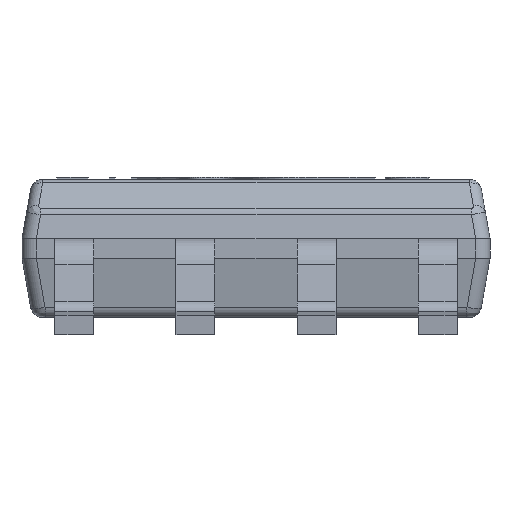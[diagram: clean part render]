
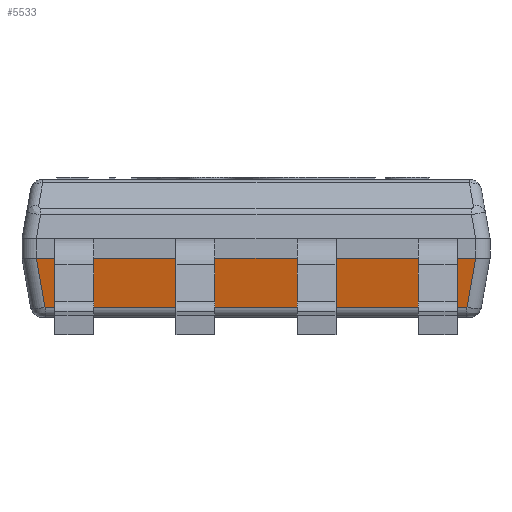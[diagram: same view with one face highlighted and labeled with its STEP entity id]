
A CAD part, left-side view. The second image highlights one B-rep face of the part: STEP entity #5533.
In plain terms, the highlighted planar face has unit normal (-0.985, 0, -0.174).
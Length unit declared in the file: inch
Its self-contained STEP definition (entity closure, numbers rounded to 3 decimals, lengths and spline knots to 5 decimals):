
#39 = CARTESIAN_POINT ( 'NONE',  ( -0.077, -0.0905, 0.0315 ) ) ;
#361 = EDGE_LOOP ( 'NONE', ( #2094, #4297, #5878, #12709, #4144, #4628 ) ) ;
#560 = DIRECTION ( 'NONE',  ( -0.171, 0.171, 0.97 ) ) ;
#1107 = DIRECTION ( 'NONE',  ( 0., 1., 0. ) ) ;
#1730 = DIRECTION ( 'NONE',  ( -0.174, 0., 0.985 ) ) ;
#1737 = VERTEX_POINT ( 'NONE', #10951 ) ;
#1749 = VERTEX_POINT ( 'NONE', #5904 ) ;
#1779 = CARTESIAN_POINT ( 'NONE',  ( -0.077, -0.0965, 0.0315 ) ) ;
#2080 = LINE ( 'NONE', #4553, #7926 ) ;
#2094 = ORIENTED_EDGE ( 'NONE', *, *, #2198, .T. ) ;
#2195 = VECTOR ( 'NONE', #560, 39.37008 ) ;
#2198 = EDGE_CURVE ( 'NONE', #9517, #1737, #2080, .T. ) ;
#2311 = CARTESIAN_POINT ( 'NONE',  ( -0.077, 0.09059, 0.0315 ) ) ;
#2447 = CARTESIAN_POINT ( 'NONE',  ( -0.07341, 0.087, 0.01113 ) ) ;
#3653 = DIRECTION ( 'NONE',  ( -0.171, -0.171, 0.97 ) ) ;
#3936 = LINE ( 'NONE', #2447, #2195 ) ;
#4144 = ORIENTED_EDGE ( 'NONE', *, *, #5734, .F. ) ;
#4297 = ORIENTED_EDGE ( 'NONE', *, *, #8465, .T. ) ;
#4509 = CARTESIAN_POINT ( 'NONE',  ( -0.077, -0.0905, 0.0315 ) ) ;
#4535 = VECTOR ( 'NONE', #10879, 39.37008 ) ;
#4553 = CARTESIAN_POINT ( 'NONE',  ( -0.07341, -0.087, 0.01113 ) ) ;
#4628 = ORIENTED_EDGE ( 'NONE', *, *, #6578, .F. ) ;
#5066 = VERTEX_POINT ( 'NONE', #8387 ) ;
#5174 = B_SPLINE_CURVE_WITH_KNOTS ( 'NONE', 3,
 ( #7523, #9672, #10612, #4509 ),
 .UNSPECIFIED., .F., .F.,
 ( 4, 4 ),
 ( 0., 1. ),
 .UNSPECIFIED. ) ;
#5533 = ADVANCED_FACE ( 'NONE', ( #8538 ), #7790, .T. ) ;
#5723 = CARTESIAN_POINT ( 'NONE',  ( -0.077, 0.09053, 0.0315 ) ) ;
#5734 = EDGE_CURVE ( 'NONE', #9564, #9462, #3936, .T. ) ;
#5878 = ORIENTED_EDGE ( 'NONE', *, *, #6781, .T. ) ;
#5904 = CARTESIAN_POINT ( 'NONE',  ( -0.077, -0.0905, 0.0315 ) ) ;
#6578 = EDGE_CURVE ( 'NONE', #9517, #9564, #7704, .T. ) ;
#6776 = CARTESIAN_POINT ( 'NONE',  ( -0.077, 0.09056, 0.0315 ) ) ;
#6781 = EDGE_CURVE ( 'NONE', #1749, #5066, #10910, .T. ) ;
#6896 = VECTOR ( 'NONE', #1107, 39.37008 ) ;
#7111 = B_SPLINE_CURVE_WITH_KNOTS ( 'NONE', 3,
 ( #9741, #5723, #6776, #8849 ),
 .UNSPECIFIED., .F., .F.,
 ( 4, 4 ),
 ( 0., 1. ),
 .UNSPECIFIED. ) ;
#7523 = CARTESIAN_POINT ( 'NONE',  ( -0.077, -0.09059, 0.0315 ) ) ;
#7549 = AXIS2_PLACEMENT_3D ( 'NONE', #1779, #8967, #1730 ) ;
#7704 = LINE ( 'NONE', #9724, #4535 ) ;
#7790 = PLANE ( 'NONE',  #7549 ) ;
#7926 = VECTOR ( 'NONE', #3653, 39.37008 ) ;
#8387 = CARTESIAN_POINT ( 'NONE',  ( -0.077, 0.0905, 0.0315 ) ) ;
#8465 = EDGE_CURVE ( 'NONE', #1737, #1749, #5174, .T. ) ;
#8538 = FACE_OUTER_BOUND ( 'NONE', #361, .T. ) ;
#8544 = CARTESIAN_POINT ( 'NONE',  ( -0.07341, -0.087, 0.01113 ) ) ;
#8678 = CARTESIAN_POINT ( 'NONE',  ( -0.07341, 0.087, 0.01113 ) ) ;
#8849 = CARTESIAN_POINT ( 'NONE',  ( -0.077, 0.09059, 0.0315 ) ) ;
#8967 = DIRECTION ( 'NONE',  ( -0.985, 0., -0.174 ) ) ;
#9462 = VERTEX_POINT ( 'NONE', #2311 ) ;
#9517 = VERTEX_POINT ( 'NONE', #8544 ) ;
#9564 = VERTEX_POINT ( 'NONE', #8678 ) ;
#9672 = CARTESIAN_POINT ( 'NONE',  ( -0.077, -0.09056, 0.0315 ) ) ;
#9724 = CARTESIAN_POINT ( 'NONE',  ( -0.07341, -0.087, 0.01113 ) ) ;
#9741 = CARTESIAN_POINT ( 'NONE',  ( -0.077, 0.0905, 0.0315 ) ) ;
#10209 = EDGE_CURVE ( 'NONE', #5066, #9462, #7111, .T. ) ;
#10612 = CARTESIAN_POINT ( 'NONE',  ( -0.077, -0.09053, 0.0315 ) ) ;
#10879 = DIRECTION ( 'NONE',  ( 0., 1., 0. ) ) ;
#10910 = LINE ( 'NONE', #39, #6896 ) ;
#10951 = CARTESIAN_POINT ( 'NONE',  ( -0.077, -0.09059, 0.0315 ) ) ;
#12709 = ORIENTED_EDGE ( 'NONE', *, *, #10209, .T. ) ;
